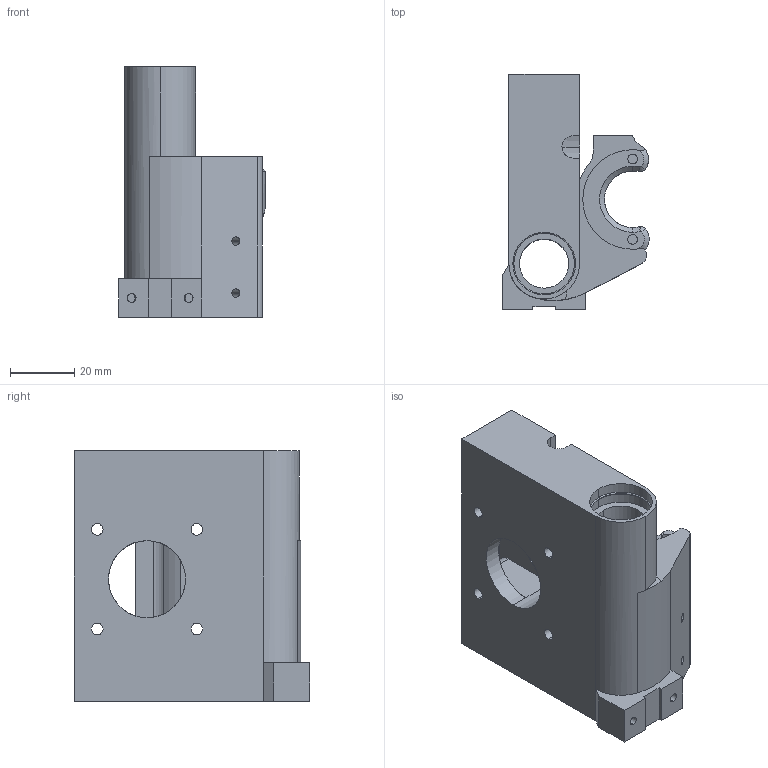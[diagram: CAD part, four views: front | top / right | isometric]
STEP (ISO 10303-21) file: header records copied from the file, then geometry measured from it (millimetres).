
FILE_DESCRIPTION (( 'STEP AP203' ), '1' );
FILE_NAME ('A51Z X-Gantry Left (300mm).STEP', '2019-01-01T17:52:14', ( '' ), ( '' ), 'SwSTEP 2.0', 'SolidWorks 2018', '' );
FILE_SCHEMA (( 'CONFIG_CONTROL_DESIGN' ));
Length unit declared in the file: millimetre
Products named in the file (1): A51Z X-Gantry Left (300mm)
Bounding box: 45.57 x 73.3 x 78 mm (x, y, z)
Volume: 106126.4 mm3; surface area: 30484.9 mm2
Topology: 1 solids, 1 shells, 171 faces, 437 edges, 277 vertices
Faces by surface type: cylinder 79, plane 54, cone 21, bspline 9, torus 8
Entity records: 6099 total; most frequent: CARTESIAN_POINT 1835, DIRECTION 885, ORIENTED_EDGE 874, EDGE_CURVE 437, AXIS2_PLACEMENT_3D 341, VERTEX_POINT 277, LINE 203, VECTOR 203
